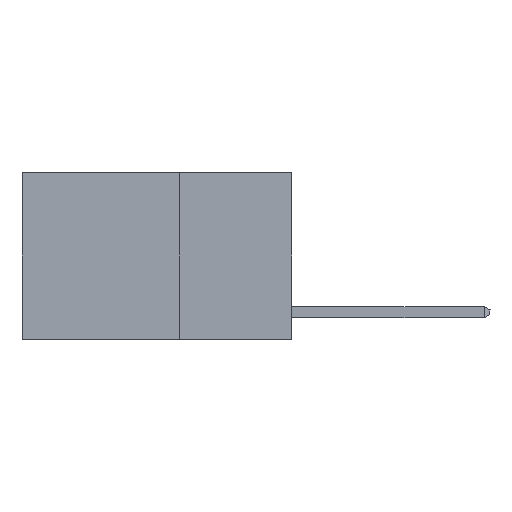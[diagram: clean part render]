
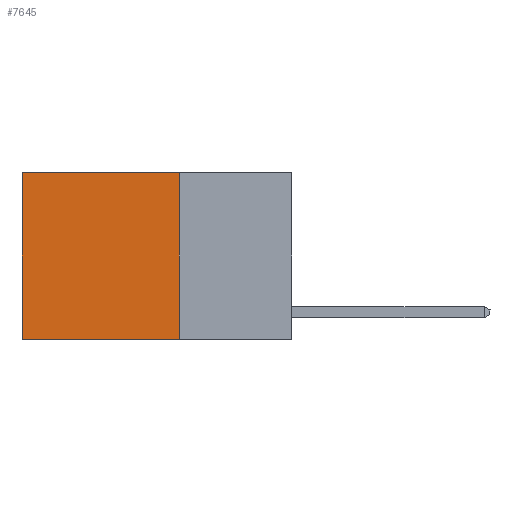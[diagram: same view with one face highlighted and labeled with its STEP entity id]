
A CAD part, left-side view. The second image highlights one B-rep face of the part: STEP entity #7645.
In plain terms, the highlighted planar face has unit normal (-1, 0, 0).
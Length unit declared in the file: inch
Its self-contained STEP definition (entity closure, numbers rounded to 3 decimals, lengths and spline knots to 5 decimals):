
#294 = ORIENTED_EDGE ( 'NONE', *, *, #23812, .F. ) ;
#1041 = CARTESIAN_POINT ( 'NONE',  ( 0.2625, 0.25, 0. ) ) ;
#2502 = DIRECTION ( 'NONE',  ( 0., 0., -1. ) ) ;
#2597 = VERTEX_POINT ( 'NONE', #24234 ) ;
#3105 = VECTOR ( 'NONE', #2502, 39.37008 ) ;
#3307 = DIRECTION ( 'NONE',  ( 0., 0., -1. ) ) ;
#4473 = CARTESIAN_POINT ( 'NONE',  ( 0.2625, 0.6, 0. ) ) ;
#4675 = AXIS2_PLACEMENT_3D ( 'NONE', #1041, #5426, #3307 ) ;
#4735 = VECTOR ( 'NONE', #11592, 39.37008 ) ;
#5240 = EDGE_CURVE ( 'NONE', #7802, #2597, #9599, .T. ) ;
#5426 = DIRECTION ( 'NONE',  ( 1., 0., 0. ) ) ;
#5743 = VECTOR ( 'NONE', #10022, 39.37008 ) ;
#7645 = ADVANCED_FACE ( 'NONE', ( #10249 ), #14813, .F. ) ;
#7802 = VERTEX_POINT ( 'NONE', #20118 ) ;
#9599 = LINE ( 'NONE', #4473, #3105 ) ;
#9640 = ORIENTED_EDGE ( 'NONE', *, *, #12145, .F. ) ;
#9729 = LINE ( 'NONE', #14442, #5743 ) ;
#10022 = DIRECTION ( 'NONE',  ( 0., 1., 0. ) ) ;
#10249 = FACE_OUTER_BOUND ( 'NONE', #15503, .T. ) ;
#11592 = DIRECTION ( 'NONE',  ( 0., 0., -1. ) ) ;
#12145 = EDGE_CURVE ( 'NONE', #16514, #2597, #9729, .T. ) ;
#14258 = CARTESIAN_POINT ( 'NONE',  ( 0.2625, 0.25, 0. ) ) ;
#14311 = CARTESIAN_POINT ( 'NONE',  ( 0.2625, 0.25, 0. ) ) ;
#14442 = CARTESIAN_POINT ( 'NONE',  ( 0.2625, 0.25, -0.37 ) ) ;
#14813 = PLANE ( 'NONE',  #4675 ) ;
#15503 = EDGE_LOOP ( 'NONE', ( #21155, #9640, #294, #19300 ) ) ;
#15636 = VERTEX_POINT ( 'NONE', #14258 ) ;
#16514 = VERTEX_POINT ( 'NONE', #27520 ) ;
#17412 = CARTESIAN_POINT ( 'NONE',  ( 0.2625, 0.25, 0. ) ) ;
#18379 = VECTOR ( 'NONE', #24379, 39.37008 ) ;
#19300 = ORIENTED_EDGE ( 'NONE', *, *, #29828, .T. ) ;
#20118 = CARTESIAN_POINT ( 'NONE',  ( 0.2625, 0.6, 0. ) ) ;
#21155 = ORIENTED_EDGE ( 'NONE', *, *, #5240, .T. ) ;
#23257 = LINE ( 'NONE', #14311, #4735 ) ;
#23812 = EDGE_CURVE ( 'NONE', #15636, #16514, #23257, .T. ) ;
#24227 = LINE ( 'NONE', #17412, #18379 ) ;
#24234 = CARTESIAN_POINT ( 'NONE',  ( 0.2625, 0.6, -0.37 ) ) ;
#24379 = DIRECTION ( 'NONE',  ( 0., 1., 0. ) ) ;
#27520 = CARTESIAN_POINT ( 'NONE',  ( 0.2625, 0.25, -0.37 ) ) ;
#29828 = EDGE_CURVE ( 'NONE', #15636, #7802, #24227, .T. ) ;
